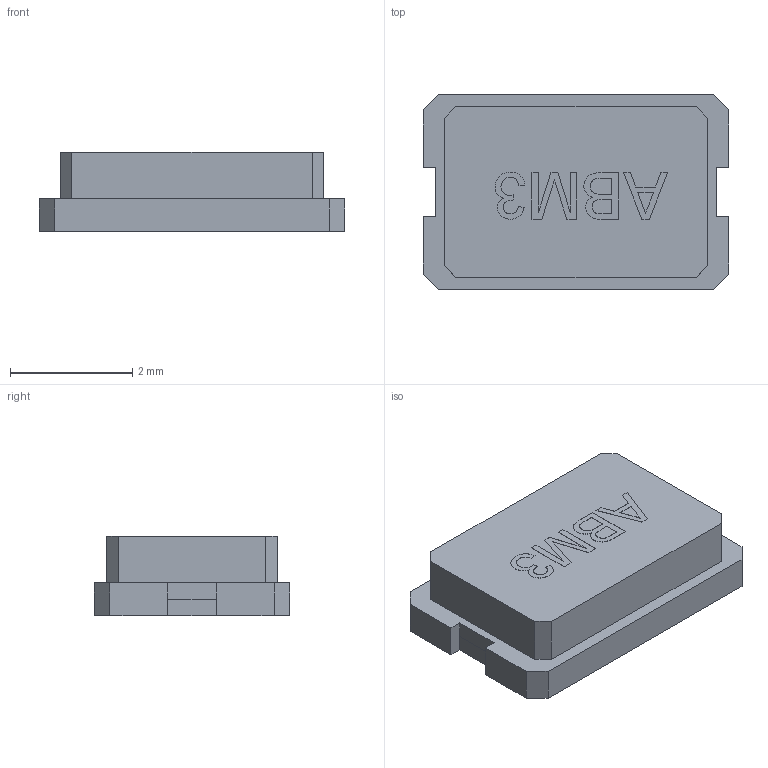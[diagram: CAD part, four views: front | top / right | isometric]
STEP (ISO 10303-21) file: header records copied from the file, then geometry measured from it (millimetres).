
FILE_DESCRIPTION(('FreeCAD Model'),'2;1');
FILE_NAME('Open CASCADE Shape Model','2023-01-19T22:13:34',( 'kicad StepUp'),('ksu MCAD'),'Open CASCADE STEP processor 7.5', 'FreeCAD','Unknown');
FILE_SCHEMA(('AUTOMOTIVE_DESIGN { 1 0 10303 214 1 1 1 1 }'));
Length unit declared in the file: millimetre
Products named in the file (1): ABM3
Bounding box: 5 x 3.2 x 1.3 mm (x, y, z)
Volume: 17.5 mm3; surface area: 50.6 mm2
Topology: 1 solids, 1 shells, 112 faces, 306 edges, 204 vertices
Faces by surface type: plane 84, bspline 28
Entity records: 5623 total; most frequent: CARTESIAN_POINT 2163, ORIENTED_EDGE 612, DIRECTION 420, EDGE_CURVE 306, LINE 250, VECTOR 250, VERTEX_POINT 204, FACE_BOUND 120
